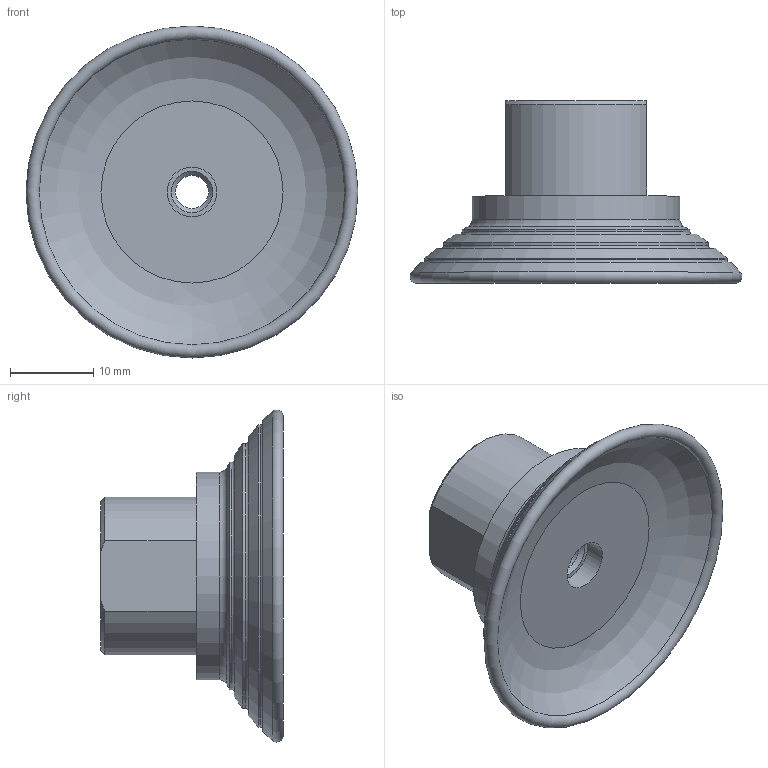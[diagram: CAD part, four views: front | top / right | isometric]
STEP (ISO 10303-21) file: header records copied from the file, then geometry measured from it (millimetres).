
FILE_DESCRIPTION(/* description */ ('STEP AP214'),/* implementation_level */ '2;1');
FILE_NAME(/* name */ '8073817_OGVM-40-S-N-G14F',/* time_stamp */ '2024-09-11T14:50:14+02:00',/* author */ ('License CC BY-ND 4.0'),/* organization */ ('CADENAS'),/* preprocessor_version */ 'ST-DEVELOPER v19.3',/* originating_system */ 'PARTsolutions',/* authorisation */ ' ');
FILE_SCHEMA (('AUTOMOTIVE_DESIGN {1 0 10303 214 3 1 1}'));
Length unit declared in the file: millimetre
Products named in the file (1): 8073817 OGVM-40-S-N-G14F---(high)
Bounding box: 40 x 22 x 40 mm (x, y, z)
Volume: 6619.1 mm3; surface area: 4449.6 mm2
Topology: 1 solids, 1 shells, 33 faces, 63 edges, 38 vertices
Faces by surface type: torus 10, plane 10, cylinder 9, cone 4
Full cylindrical faces by diameter (mm): 4 x1, 6 x1, 11.445 x1, 25 x1, 27.4 x1, 31.9 x1, 36.4 x1
Entity records: 776 total; most frequent: DIRECTION 140, CARTESIAN_POINT 128, ORIENTED_EDGE 88, AXIS2_PLACEMENT_3D 66, EDGE_LOOP 60, FACE_BOUND 60, EDGE_CURVE 44, VERTEX_POINT 38
